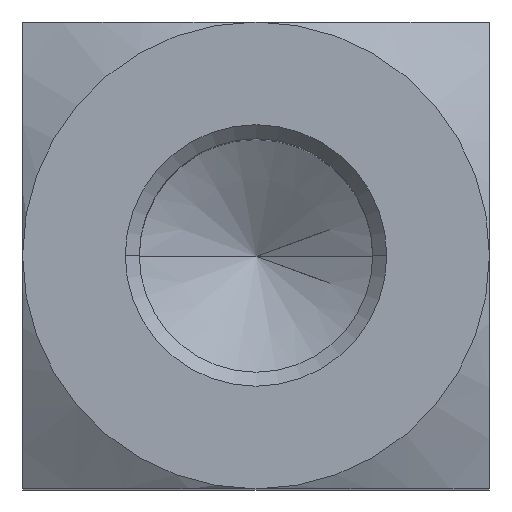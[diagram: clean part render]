
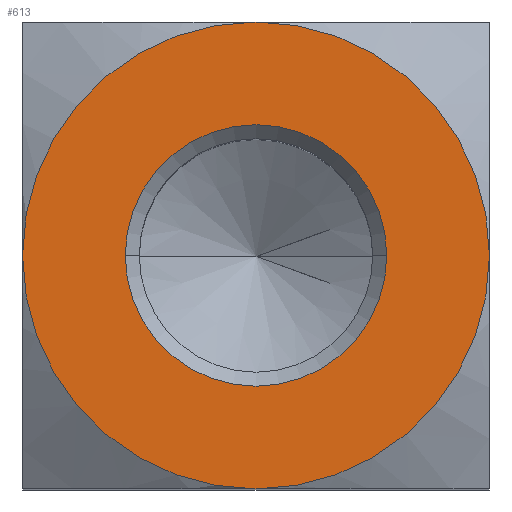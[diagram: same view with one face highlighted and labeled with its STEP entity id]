
A CAD part, top view. The second image highlights one B-rep face of the part: STEP entity #613.
In plain terms, the highlighted planar face has unit normal (0, 0, 1).
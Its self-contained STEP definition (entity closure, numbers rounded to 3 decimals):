
#162 = DIRECTION ( 'NONE',  ( 0., 0., -1. ) ) ;
#185 = EDGE_LOOP ( 'NONE', ( #1100, #1099 ) ) ;
#209 = EDGE_LOOP ( 'NONE', ( #1098, #1097, #1096, #1095 ) ) ;
#263 = FACE_BOUND ( 'NONE', #185, .T. ) ;
#272 = FACE_OUTER_BOUND ( 'NONE', #209, .T. ) ;
#275 = CARTESIAN_POINT ( 'NONE',  ( -5., -5., 13.5 ) ) ;
#276 = PLANE ( 'NONE',  #1776 ) ;
#278 = DIRECTION ( 'NONE',  ( 0., 0., 1. ) ) ;
#279 = DIRECTION ( 'NONE',  ( 1., 0., 0. ) ) ;
#446 = EDGE_CURVE ( 'NONE', #2128, #2197, #1738, .T. ) ;
#449 = EDGE_CURVE ( 'NONE', #2190, #2197, #1694, .T. ) ;
#451 = EDGE_CURVE ( 'NONE', #2151, #2176, #1788, .T. ) ;
#455 = CARTESIAN_POINT ( 'NONE',  ( -5., 0., 13.5 ) ) ;
#487 = CARTESIAN_POINT ( 'NONE',  ( -2.8, 0., 13.5 ) ) ;
#529 = CARTESIAN_POINT ( 'NONE',  ( 2.8, 0., 13.5 ) ) ;
#552 = CARTESIAN_POINT ( 'NONE',  ( 0., -5., 13.5 ) ) ;
#553 = CARTESIAN_POINT ( 'NONE',  ( 5., 0., 13.5 ) ) ;
#566 = CARTESIAN_POINT ( 'NONE',  ( 0., 5., 13.5 ) ) ;
#613 = ADVANCED_FACE ( 'NONE', ( #263, #272 ), #276, .T. ) ;
#693 = DIRECTION ( 'NONE',  ( 1., 0., 0. ) ) ;
#960 = EDGE_CURVE ( 'NONE', #2176, #2151, #1892, .T. ) ;
#961 = EDGE_CURVE ( 'NONE', #2189, #2190, #1890, .T. ) ;
#962 = EDGE_CURVE ( 'NONE', #2128, #2189, #1888, .T. ) ;
#1095 = ORIENTED_EDGE ( 'NONE', *, *, #962, .T. ) ;
#1096 = ORIENTED_EDGE ( 'NONE', *, *, #446, .F. ) ;
#1097 = ORIENTED_EDGE ( 'NONE', *, *, #449, .T. ) ;
#1098 = ORIENTED_EDGE ( 'NONE', *, *, #961, .T. ) ;
#1099 = ORIENTED_EDGE ( 'NONE', *, *, #451, .T. ) ;
#1100 = ORIENTED_EDGE ( 'NONE', *, *, #960, .T. ) ;
#1222 = CARTESIAN_POINT ( 'NONE',  ( 0., 0., 13.5 ) ) ;
#1223 = DIRECTION ( 'NONE',  ( 0., 0., -1. ) ) ;
#1224 = DIRECTION ( 'NONE',  ( 1., 0., 0. ) ) ;
#1226 = CARTESIAN_POINT ( 'NONE',  ( 0., 0., 13.5 ) ) ;
#1227 = DIRECTION ( 'NONE',  ( 0., 0., 1. ) ) ;
#1228 = DIRECTION ( 'NONE',  ( 1., 0., 0. ) ) ;
#1231 = CARTESIAN_POINT ( 'NONE',  ( 0., 0., 13.5 ) ) ;
#1232 = DIRECTION ( 'NONE',  ( 0., 0., 1. ) ) ;
#1233 = DIRECTION ( 'NONE',  ( 1., 0., 0. ) ) ;
#1354 = CARTESIAN_POINT ( 'NONE',  ( 0., 0., 13.5 ) ) ;
#1355 = DIRECTION ( 'NONE',  ( 0., 0., -1. ) ) ;
#1356 = DIRECTION ( 'NONE',  ( -1., 0., 0. ) ) ;
#1357 = CARTESIAN_POINT ( 'NONE',  ( 0., 0., 13.5 ) ) ;
#1358 = DIRECTION ( 'NONE',  ( 0., 0., 1. ) ) ;
#1359 = DIRECTION ( 'NONE',  ( 1., 0., 0. ) ) ;
#1662 = AXIS2_PLACEMENT_3D ( 'NONE', #1357, #1358, #1359 ) ;
#1694 = CIRCLE ( 'NONE', #1662, 5. ) ;
#1727 = AXIS2_PLACEMENT_3D ( 'NONE', #2091, #162, #693 ) ;
#1738 = CIRCLE ( 'NONE', #1755, 5. ) ;
#1755 = AXIS2_PLACEMENT_3D ( 'NONE', #1354, #1355, #1356 ) ;
#1776 = AXIS2_PLACEMENT_3D ( 'NONE', #275, #278, #279 ) ;
#1788 = CIRCLE ( 'NONE', #1727, 2.8 ) ;
#1885 = AXIS2_PLACEMENT_3D ( 'NONE', #1231, #1232, #1233 ) ;
#1887 = AXIS2_PLACEMENT_3D ( 'NONE', #1226, #1227, #1228 ) ;
#1888 = CIRCLE ( 'NONE', #1885, 5. ) ;
#1889 = AXIS2_PLACEMENT_3D ( 'NONE', #1222, #1223, #1224 ) ;
#1890 = CIRCLE ( 'NONE', #1887, 5. ) ;
#1892 = CIRCLE ( 'NONE', #1889, 2.8 ) ;
#2091 = CARTESIAN_POINT ( 'NONE',  ( 0., 0., 13.5 ) ) ;
#2128 = VERTEX_POINT ( 'NONE', #455 ) ;
#2151 = VERTEX_POINT ( 'NONE', #487 ) ;
#2176 = VERTEX_POINT ( 'NONE', #529 ) ;
#2189 = VERTEX_POINT ( 'NONE', #552 ) ;
#2190 = VERTEX_POINT ( 'NONE', #553 ) ;
#2197 = VERTEX_POINT ( 'NONE', #566 ) ;
